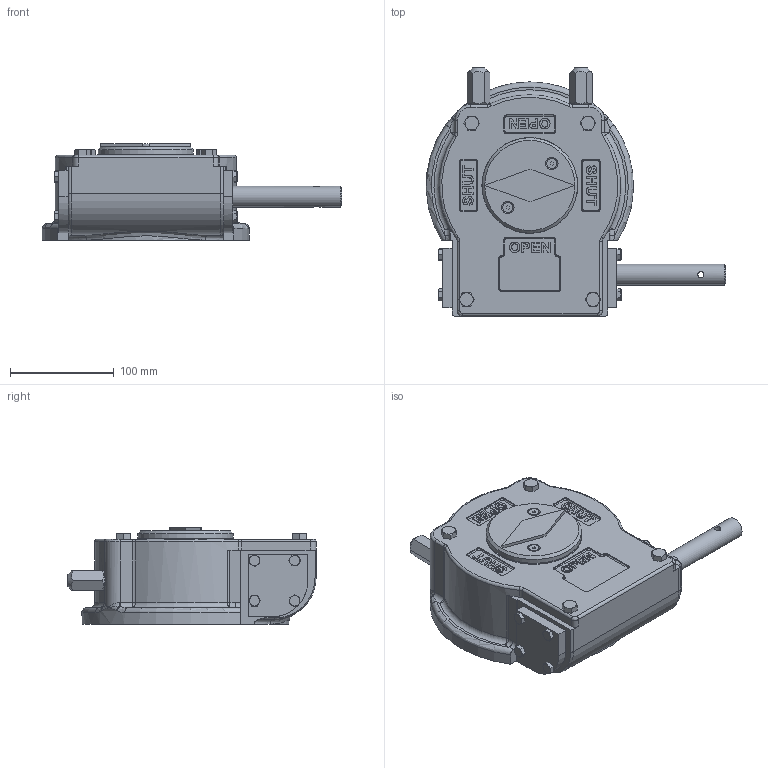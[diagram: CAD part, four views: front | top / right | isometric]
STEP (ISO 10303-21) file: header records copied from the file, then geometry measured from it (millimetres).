
FILE_DESCRIPTION( ( 'Unknown' ), '1' );
FILE_NAME( 'AB880G LH.stp', 'Unknown', ( 'Unknown' ), ( 'Unknown' ), 'PSStep 15.0.49', 'Unknown', ' ' );
FILE_SCHEMA( ( 'AUTOMOTIVE_DESIGN { 1 0 10303 214 1 1 1 1 }' ) );
Length unit declared in the file: millimetre
Products named in the file (1): 10CZ10M050M00
Bounding box: 288.89 x 239.5 x 93 mm (x, y, z)
Volume: 1972377.6 mm3; surface area: 287739.6 mm2
Topology: 1 solids, 26 shells, 1173 faces, 2888 edges, 1789 vertices
Faces by surface type: plane 447, cylinder 277, cone 190, torus 130, bspline 69, extrusion 30, sphere 30
Full cylindrical faces by diameter (mm): 3 x1, 4.134 x2, 5 x2, 5.6 x3, 6 x11, 6.647 x4, 7 x8, 8 x4, 9 x4, 9.78 x2, 10.106 x8, 10.2 x2, 12 x4, 12.5 x2, 16 x3, 17.294 x8, 20 x2, 20.5 x2, 23 x2, 24 x3, 25.2 x1, 26 x2, 72.15 x2, 74 x2, 75 x4, 81 x1, 86 x1, 86.6 x1, 92 x1, 92.5 x1
Entity records: 54349 total; most frequent: CARTESIAN_POINT 19897, ORIENTED_EDGE 5210, DIRECTION 4841, EDGE_CURVE 2605, AXIS2_PLACEMENT_3D 2028, VERTEX_POINT 1721, EDGE_LOOP 1428, FACE_OUTER_BOUND 1281
